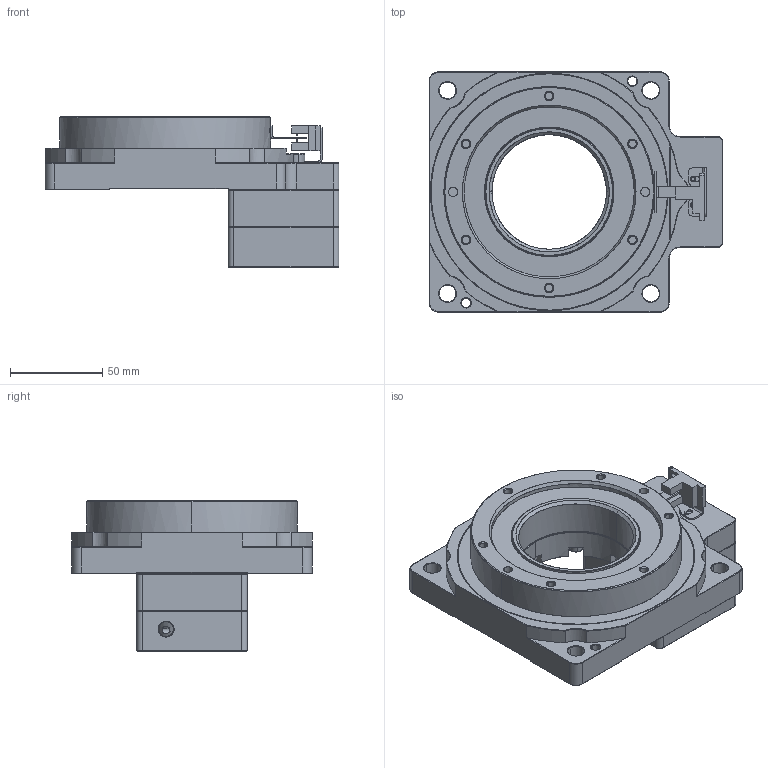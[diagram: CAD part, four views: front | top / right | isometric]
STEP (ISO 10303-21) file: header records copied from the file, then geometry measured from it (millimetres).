
FILE_DESCRIPTION(/* description */ (''),/* implementation_level */ '2;1');
FILE_NAME(/* name */ 'asm0016_asm_stp.stp',/* time_stamp */ '2021-06-22T15:18:35+08:00',/* author */ (''),/* organization */ (''),/* preprocessor_version */ 'ST-DEVELOPER v16',/* originating_system */ 'SIEMENS PLM Software NX 10.0',/* authorisation */ '');
FILE_SCHEMA (('AUTOMOTIVE_DESIGN { 1 0 10303 214 3 1 1 1 }'));
Products named in the file (1): asm0016_asm_stp
Bounding box: 159 x 130 x 81.5 mm (x, y, z)
Surface area: 98839.8 mm2 (no closed solid volume)
Topology: 0 solids, 1442 shells, 1442 faces, 6970 edges, 6910 vertices
Faces by surface type: plane 671, cylinder 378, cone 374, torus 19
Entity records: 97243 total; most frequent: CARTESIAN_POINT 46169, ORIENTED_EDGE 6916, EDGE_CURVE 6916, B_SPLINE_CURVE_WITH_KNOTS 6916, VERTEX_POINT 6910, DIRECTION 2886, EDGE_LOOP 1603, AXIS2_PLACEMENT_3D 1443
